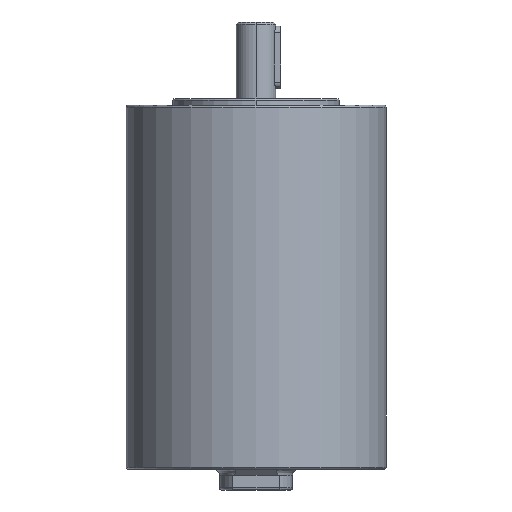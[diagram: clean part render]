
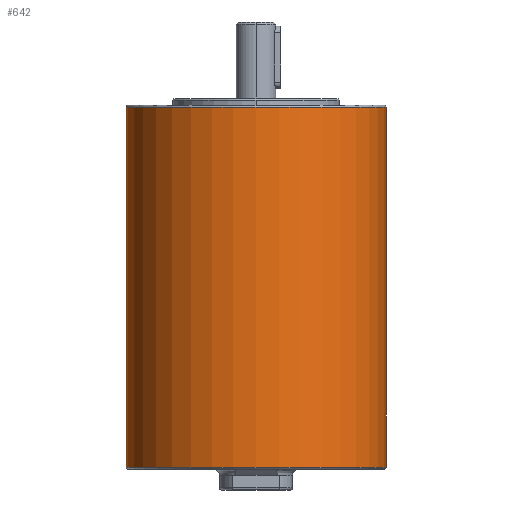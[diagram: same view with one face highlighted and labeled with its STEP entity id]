
A CAD part, front view. The second image highlights one B-rep face of the part: STEP entity #642.
In plain terms, the highlighted cylindrical face has radius 62.5 mm (diameter 125 mm), a partial arc.
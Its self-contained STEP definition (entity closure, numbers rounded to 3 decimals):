
#568=CARTESIAN_POINT('',(-62.5,0.,174.0));
#569=VERTEX_POINT('',#568);
#586=CARTESIAN_POINT('',(62.5,0.,174.0));
#587=VERTEX_POINT('',#586);
#605=CARTESIAN_POINT('',(0.,0.,0.));
#606=DIRECTION('',(0.,0.,1.0));
#607=DIRECTION('',(-1.0,0.0,0.0));
#608=AXIS2_PLACEMENT_3D('',#605,#606,#607);
#609=CYLINDRICAL_SURFACE('',#608,62.5);
#610=CARTESIAN_POINT('',(-62.5,0.,1.0));
#611=VERTEX_POINT('',#610);
#612=CARTESIAN_POINT('',(-62.5,0.,1.0));
#613=DIRECTION('',(0.0,0.0,1.0));
#614=VECTOR('',#613,173.0);
#615=LINE('',#612,#614);
#616=EDGE_CURVE('',#611,#569,#615,.T.);
#617=ORIENTED_EDGE('',*,*,#616,.F.);
#618=CARTESIAN_POINT('',(62.5,0.,1.0));
#619=VERTEX_POINT('',#618);
#620=CARTESIAN_POINT('',(0.,0.,1.0));
#621=DIRECTION('',(0.0,0.0,-1.0));
#622=DIRECTION('',(-1.0,0.0,0.0));
#623=AXIS2_PLACEMENT_3D('',#620,#621,#622);
#624=CIRCLE('',#623,62.5);
#625=EDGE_CURVE('',#619,#611,#624,.T.);
#626=ORIENTED_EDGE('',*,*,#625,.F.);
#627=CARTESIAN_POINT('',(62.5,0.,174.0));
#628=DIRECTION('',(0.0,0.0,-1.0));
#629=VECTOR('',#628,173.0);
#630=LINE('',#627,#629);
#631=EDGE_CURVE('',#587,#619,#630,.T.);
#632=ORIENTED_EDGE('',*,*,#631,.F.);
#633=CARTESIAN_POINT('',(0.,0.,174.0));
#634=DIRECTION('',(0.0,0.0,1.0));
#635=DIRECTION('',(-1.0,0.0,0.0));
#636=AXIS2_PLACEMENT_3D('',#633,#634,#635);
#637=CIRCLE('',#636,62.5);
#638=EDGE_CURVE('',#569,#587,#637,.T.);
#639=ORIENTED_EDGE('',*,*,#638,.F.);
#640=EDGE_LOOP('',(#617,#626,#632,#639));
#641=FACE_OUTER_BOUND('',#640,.T.);
#642=ADVANCED_FACE('',(#641),#609,.T.);
